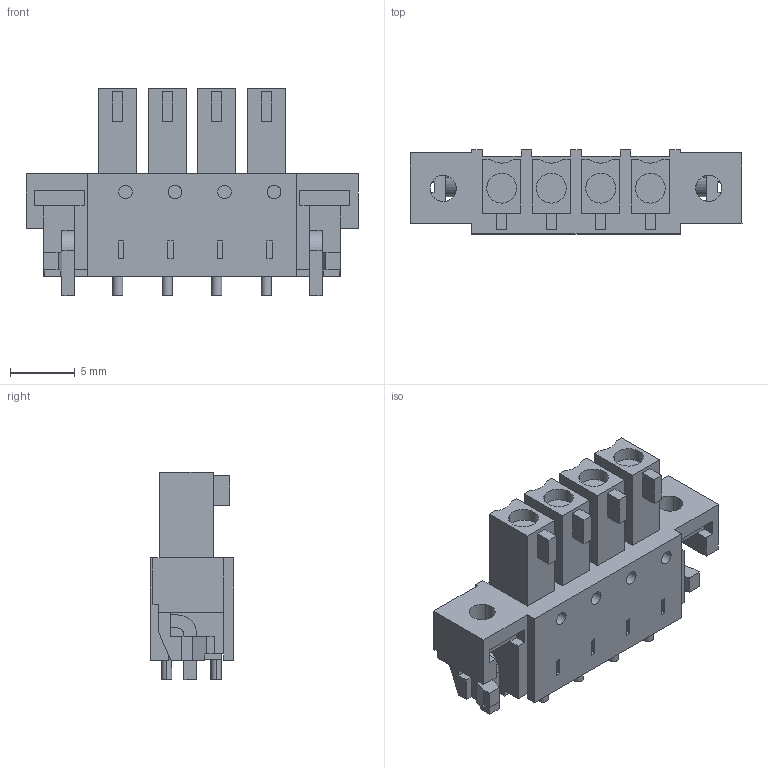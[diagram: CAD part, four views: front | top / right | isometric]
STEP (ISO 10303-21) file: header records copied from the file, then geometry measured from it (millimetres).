
FILE_DESCRIPTION(('CATIA V5 STEP Exchange','CAx-IF Rec.Pracs.--- Model Styling and Organization---1.4--- 2014-01-23'),'2;1');
FILE_NAME ('D1447097_1_1029280000_1029280000.stp','2023-04-28T10:34:04+00:00',('none'),('Weidmueller'),'CATIA Version 5-6 Release 2016 SP3 HF44','CATIA V5 STEP AP214','none');
FILE_SCHEMA(('AUTOMOTIVE_DESIGN { 1 0 10303 214 1 1 1 1 }'));
Length unit declared in the file: millimetre
Products named in the file (1): 1029280000
Bounding box: 25.54 x 6.45 x 16 mm (x, y, z)
Volume: 1243 mm3; surface area: 1555.5 mm2
Topology: 11 solids, 11 shells, 368 faces, 938 edges, 610 vertices
Faces by surface type: plane 324, cylinder 44
Entity records: 10687 total; most frequent: CARTESIAN_POINT 1990, ORIENTED_EDGE 1876, DIRECTION 1431, EDGE_CURVE 938, VECTOR 834, LINE 834, VERTEX_POINT 610, EDGE_LOOP 394
